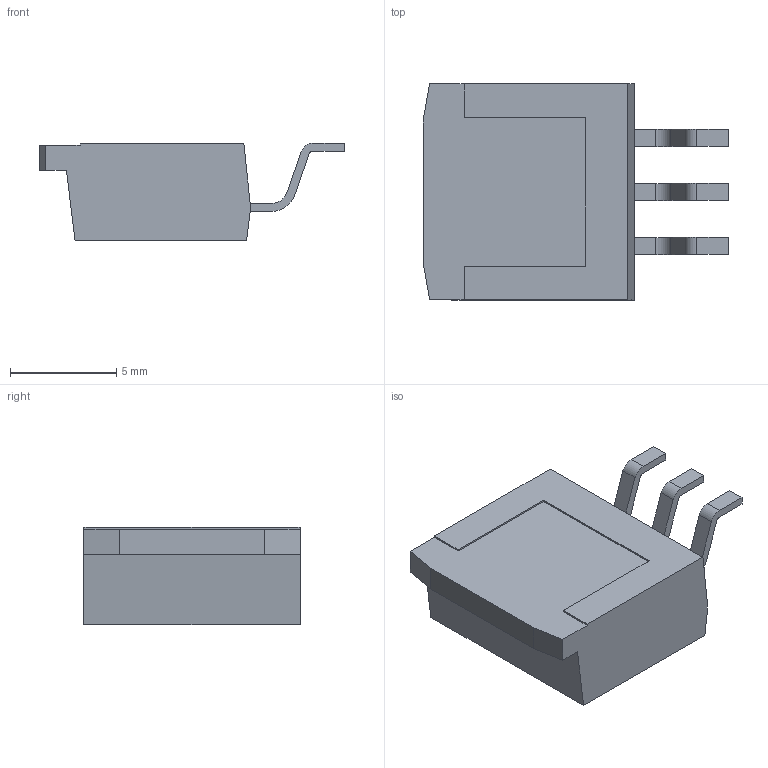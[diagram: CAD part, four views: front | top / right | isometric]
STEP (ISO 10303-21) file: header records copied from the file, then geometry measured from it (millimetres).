
FILE_DESCRIPTION (( 'STEP AP214' ), '1' );
FILE_NAME ('DDPACK.STEP', '2017-06-01T08:56:00', ( '' ), ( '' ), 'SwSTEP 2.0', 'SolidWorks 2017', '' );
FILE_SCHEMA (( 'AUTOMOTIVE_DESIGN' ));
Length unit declared in the file: millimetre
Products named in the file (1): DDPACK
Bounding box: 14.35 x 10.16 x 4.57 mm (x, y, z)
Volume: 405.8 mm3; surface area: 408.9 mm2
Topology: 1 solids, 1 shells, 63 faces, 168 edges, 108 vertices
Faces by surface type: plane 49, cylinder 14
Entity records: 2606 total; most frequent: CARTESIAN_POINT 340, ORIENTED_EDGE 336, DIRECTION 324, EDGE_CURVE 168, VECTOR 140, LINE 140, VERTEX_POINT 108, AXIS2_PLACEMENT_3D 92
